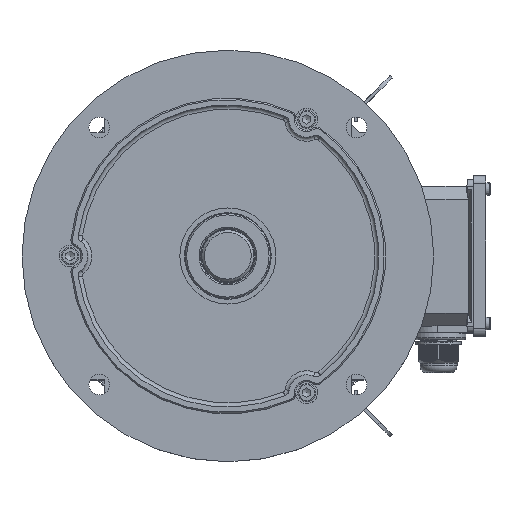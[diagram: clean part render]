
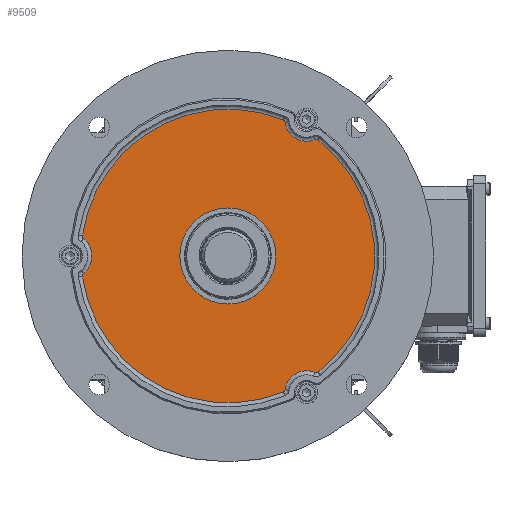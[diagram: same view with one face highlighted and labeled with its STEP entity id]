
A CAD part, top view. The second image highlights one B-rep face of the part: STEP entity #9509.
In plain terms, the highlighted planar face has unit normal (0, 0, 1).
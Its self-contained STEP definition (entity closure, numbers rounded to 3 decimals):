
#1879=FACE_BOUND('',#20562,.T.);
#1880=FACE_BOUND('',#20563,.T.);
#4017=PLANE('',#92681);
#9509=ADVANCED_FACE('',(#1879,#1880),#4017,.F.);
#20562=EDGE_LOOP('',(#49298));
#20563=EDGE_LOOP('',(#49299,#49300,#49301,#49302,#49303,#49304,#49305,#49306,
#49307,#49308,#49309,#49310));
#49298=ORIENTED_EDGE('',*,*,#78322,.F.);
#49299=ORIENTED_EDGE('',*,*,#78323,.T.);
#49300=ORIENTED_EDGE('',*,*,#78324,.T.);
#49301=ORIENTED_EDGE('',*,*,#78318,.T.);
#49302=ORIENTED_EDGE('',*,*,#78325,.T.);
#49303=ORIENTED_EDGE('',*,*,#78326,.T.);
#49304=ORIENTED_EDGE('',*,*,#78327,.T.);
#49305=ORIENTED_EDGE('',*,*,#78316,.T.);
#49306=ORIENTED_EDGE('',*,*,#78328,.T.);
#49307=ORIENTED_EDGE('',*,*,#78329,.T.);
#49308=ORIENTED_EDGE('',*,*,#78330,.T.);
#49309=ORIENTED_EDGE('',*,*,#78313,.T.);
#49310=ORIENTED_EDGE('',*,*,#78331,.T.);
#67790=VERTEX_POINT('',#145179);
#67791=VERTEX_POINT('',#145181);
#67792=VERTEX_POINT('',#145185);
#67793=VERTEX_POINT('',#145187);
#67794=VERTEX_POINT('',#145191);
#67795=VERTEX_POINT('',#145192);
#67798=VERTEX_POINT('',#145200);
#67799=VERTEX_POINT('',#145202);
#67800=VERTEX_POINT('',#145203);
#67801=VERTEX_POINT('',#145206);
#67802=VERTEX_POINT('',#145208);
#67803=VERTEX_POINT('',#145211);
#67804=VERTEX_POINT('',#145213);
#78313=EDGE_CURVE('',#67791,#67790,#86863,.T.);
#78316=EDGE_CURVE('',#67793,#67792,#86866,.T.);
#78318=EDGE_CURVE('',#67794,#67795,#86868,.T.);
#78322=EDGE_CURVE('',#67798,#67798,#86872,.T.);
#78323=EDGE_CURVE('',#67799,#67800,#86873,.T.);
#78324=EDGE_CURVE('',#67800,#67794,#86874,.T.);
#78325=EDGE_CURVE('',#67795,#67801,#86875,.T.);
#78326=EDGE_CURVE('',#67801,#67802,#86876,.T.);
#78327=EDGE_CURVE('',#67802,#67793,#86877,.T.);
#78328=EDGE_CURVE('',#67792,#67803,#86878,.T.);
#78329=EDGE_CURVE('',#67803,#67804,#86879,.T.);
#78330=EDGE_CURVE('',#67804,#67791,#86880,.T.);
#78331=EDGE_CURVE('',#67790,#67799,#86881,.T.);
#86863=CIRCLE('',#92659,107.);
#86866=CIRCLE('',#92663,107.);
#86868=CIRCLE('',#92666,107.);
#86872=CIRCLE('',#92671,35.);
#86873=CIRCLE('',#92672,16.);
#86874=CIRCLE('',#92673,2.);
#86875=CIRCLE('',#92674,2.);
#86876=CIRCLE('',#92675,16.);
#86877=CIRCLE('',#92676,2.);
#86878=CIRCLE('',#92677,2.);
#86879=CIRCLE('',#92678,16.);
#86880=CIRCLE('',#92679,2.);
#86881=CIRCLE('',#92680,2.);
#92659=AXIS2_PLACEMENT_3D('',#145180,#107625,#107626);
#92663=AXIS2_PLACEMENT_3D('',#145186,#107633,#107634);
#92666=AXIS2_PLACEMENT_3D('',#145190,#107639,#107640);
#92671=AXIS2_PLACEMENT_3D('',#145199,#107649,#107650);
#92672=AXIS2_PLACEMENT_3D('',#145201,#107651,#107652);
#92673=AXIS2_PLACEMENT_3D('',#145204,#107653,#107654);
#92674=AXIS2_PLACEMENT_3D('',#145205,#107655,#107656);
#92675=AXIS2_PLACEMENT_3D('',#145207,#107657,#107658);
#92676=AXIS2_PLACEMENT_3D('',#145209,#107659,#107660);
#92677=AXIS2_PLACEMENT_3D('',#145210,#107661,#107662);
#92678=AXIS2_PLACEMENT_3D('',#145212,#107663,#107664);
#92679=AXIS2_PLACEMENT_3D('',#145214,#107665,#107666);
#92680=AXIS2_PLACEMENT_3D('',#145215,#107667,#107668);
#92681=AXIS2_PLACEMENT_3D('',#145216,#107669,#107670);
#107625=DIRECTION('',(0.,0.,1.));
#107626=DIRECTION('',(0.,-1.,0.));
#107633=DIRECTION('',(0.,0.,1.));
#107634=DIRECTION('',(0.,-1.,0.));
#107639=DIRECTION('',(0.,0.,1.));
#107640=DIRECTION('',(0.,-1.,0.));
#107649=DIRECTION('',(0.,0.,1.));
#107650=DIRECTION('',(0.,-1.,0.));
#107651=DIRECTION('',(0.,0.,-1.));
#107652=DIRECTION('',(0.,1.,0.));
#107653=DIRECTION('',(0.,0.,1.));
#107654=DIRECTION('',(0.,1.,0.));
#107655=DIRECTION('',(0.,0.,1.));
#107656=DIRECTION('',(0.,1.,0.));
#107657=DIRECTION('',(0.,0.,-1.));
#107658=DIRECTION('',(0.,1.,0.));
#107659=DIRECTION('',(0.,0.,1.));
#107660=DIRECTION('',(0.,1.,0.));
#107661=DIRECTION('',(0.,0.,1.));
#107662=DIRECTION('',(0.,1.,0.));
#107663=DIRECTION('',(0.,0.,-1.));
#107664=DIRECTION('',(0.,1.,0.));
#107665=DIRECTION('',(0.,0.,1.));
#107666=DIRECTION('',(0.,1.,0.));
#107667=DIRECTION('',(0.,0.,1.));
#107668=DIRECTION('',(0.,1.,0.));
#107669=DIRECTION('',(0.,0.,-1.));
#107670=DIRECTION('',(0.,1.,0.));
#145179=CARTESIAN_POINT('',(-106.008,14.54,277.));
#145180=CARTESIAN_POINT('',(0.,0.,277.));
#145181=CARTESIAN_POINT('',(40.412,99.075,277.));
#145185=CARTESIAN_POINT('',(65.596,84.535,277.));
#145186=CARTESIAN_POINT('',(0.,0.,277.));
#145187=CARTESIAN_POINT('',(65.595,-84.535,277.));
#145190=CARTESIAN_POINT('',(0.,0.,277.));
#145191=CARTESIAN_POINT('',(-106.008,-14.54,277.));
#145192=CARTESIAN_POINT('',(40.412,-99.075,277.));
#145199=CARTESIAN_POINT('',(0.,0.,277.));
#145200=CARTESIAN_POINT('',(0.,-35.,277.));
#145201=CARTESIAN_POINT('',(-115.,0.,277.));
#145202=CARTESIAN_POINT('',(-105.245,12.683,277.));
#145203=CARTESIAN_POINT('',(-105.245,-12.683,277.));
#145204=CARTESIAN_POINT('',(-104.026,-14.268,277.));
#145205=CARTESIAN_POINT('',(39.657,-97.223,277.));
#145206=CARTESIAN_POINT('',(41.639,-97.486,277.));
#145207=CARTESIAN_POINT('',(57.5,-99.593,277.));
#145208=CARTESIAN_POINT('',(63.606,-84.804,277.));
#145209=CARTESIAN_POINT('',(64.369,-82.955,277.));
#145210=CARTESIAN_POINT('',(64.369,82.955,277.));
#145211=CARTESIAN_POINT('',(63.606,84.804,277.));
#145212=CARTESIAN_POINT('',(57.5,99.593,277.));
#145213=CARTESIAN_POINT('',(41.639,97.486,277.));
#145214=CARTESIAN_POINT('',(39.657,97.223,277.));
#145215=CARTESIAN_POINT('',(-104.026,14.268,277.));
#145216=CARTESIAN_POINT('',(107.,0.,277.));
